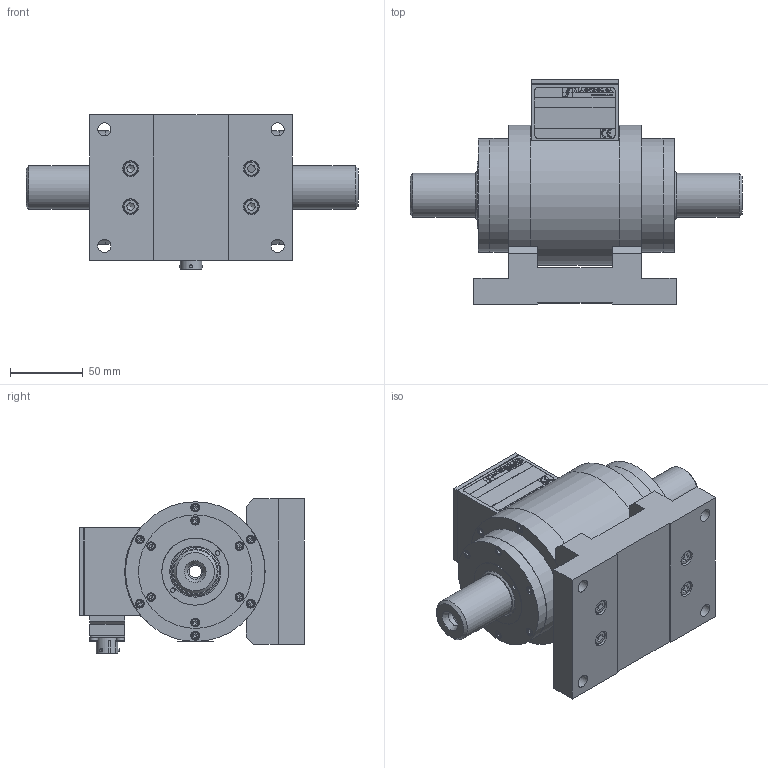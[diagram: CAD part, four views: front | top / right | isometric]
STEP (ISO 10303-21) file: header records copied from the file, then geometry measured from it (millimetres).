
FILE_DESCRIPTION (( 'STEP AP203' ), '1' );
FILE_NAME ('415-312-000-011_EF.STEP', '2014-05-27T07:13:05', ( 'ajoy' ), ( 'Microsoft' ), 'SwSTEP 2.0', 'SolidWorks 2014', '' );
FILE_SCHEMA (( 'CONFIG_CONTROL_DESIGN' ));
Products named in the file (1): 415-312-000-011_EF
Bounding box: 228 x 154.5 x 106 mm (x, y, z)
Surface area: 139306 mm2 (no closed solid volume)
Topology: 0 solids, 178 shells, 668 faces, 4966 edges, 4409 vertices
Faces by surface type: plane 493, cylinder 88, cone 45, torus 32, sphere 6, bspline 4
Full cylindrical faces by diameter (mm): 1 x6, 2 x3, 3.1 x4, 5.5 x4, 6 x28, 6.5 x1, 8.5 x1, 9 x4, 10.5 x2, 11 x4, 15 x1, 30 x2, 46 x2, 78 x4, 96 x3
Entity records: 55760 total; most frequent: CARTESIAN_POINT 23903, ORIENTED_EDGE 5564, DIRECTION 4895, EDGE_CURVE 4747, VERTEX_POINT 4350, LINE 2669, VECTOR 2669, B_SPLINE_CURVE_WITH_KNOTS 1630
